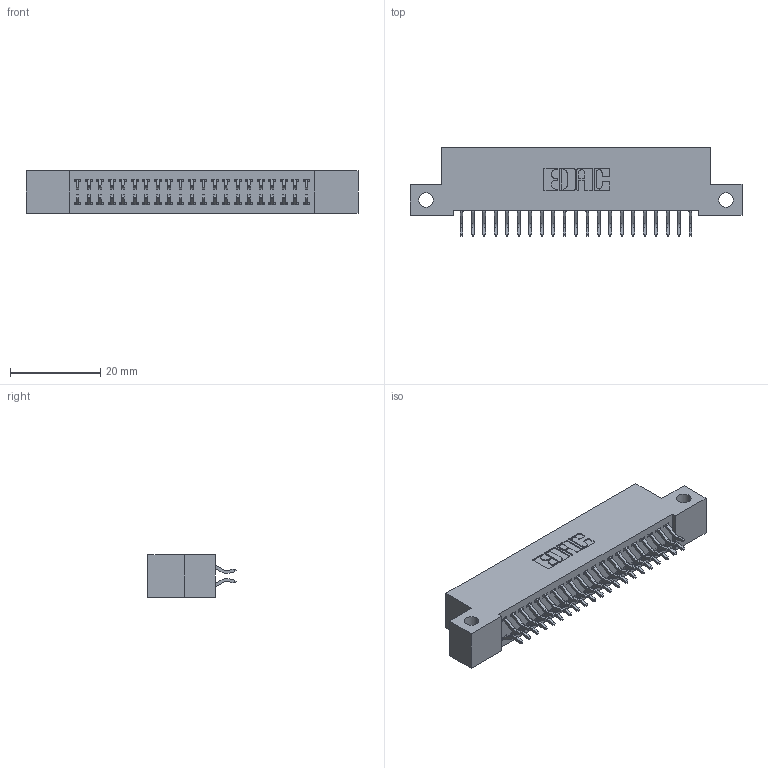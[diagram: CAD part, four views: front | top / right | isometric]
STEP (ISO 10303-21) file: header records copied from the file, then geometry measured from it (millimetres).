
FILE_DESCRIPTION (( 'STEP AP203' ), '1' );
FILE_NAME ('342-042-556-212.STEP', '2018-08-12T13:22:37', ( '' ), ( '' ), 'SwSTEP 2.0', 'SolidWorks 2016', '' );
FILE_SCHEMA (( 'CONFIG_CONTROL_DESIGN' ));
Length unit declared in the file: inch
Products named in the file (3): 342 Part_Side Mount; 345-292-001_556 Tail; 342-042-556-212
Assembly tree (43 placements, depth 2):
  342-042-556-212
    342 Part_Side Mount
    345-292-001_556 Tail  x42
Bounding box: 73.66 x 19.58 x 9.4 mm (x, y, z)
Volume: 6444 mm3; surface area: 9771.2 mm2
Topology: 43 solids, 43 shells, 2546 faces, 7565 edges, 4986 vertices
Faces by surface type: plane 1746, cylinder 800
Entity records: 16317 total; most frequent: CARTESIAN_POINT 2742, ORIENTED_EDGE 2666, DIRECTION 2369, EDGE_CURVE 1333, VECTOR 1197, LINE 1197, VERTEX_POINT 886, AXIS2_PLACEMENT_3D 586
